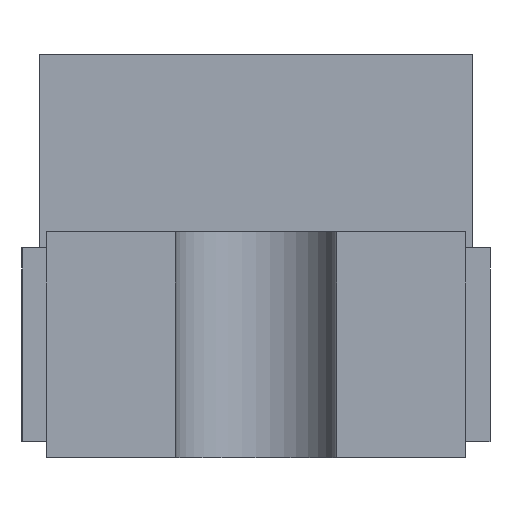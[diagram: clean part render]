
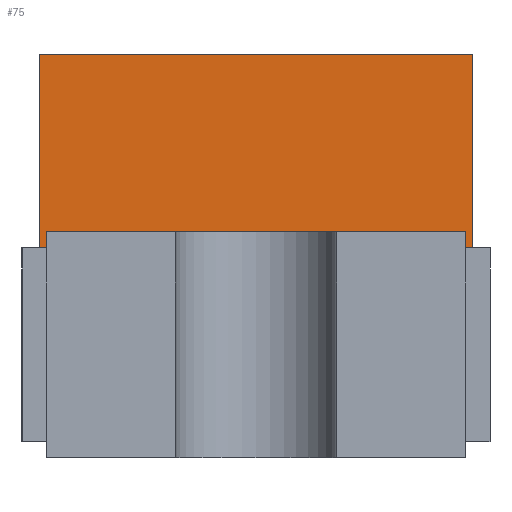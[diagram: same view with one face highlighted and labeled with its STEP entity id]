
A CAD part, front view. The second image highlights one B-rep face of the part: STEP entity #75.
In plain terms, the highlighted planar face has unit normal (0, -1, 0).
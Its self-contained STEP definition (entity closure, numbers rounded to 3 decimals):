
#68 = EDGE_LOOP ( 'NONE', ( #69, #546, #547, #549 ) ) ;
#69 = ORIENTED_EDGE ( 'NONE', *, *, #432, .T. ) ;
#75 = ADVANCED_FACE ( 'NONE', ( #706 ), #705, .F. ) ;
#76 = VERTEX_POINT ( 'NONE', #686 ) ;
#77 = EDGE_CURVE ( 'NONE', #76, #433, #699, .T. ) ;
#208 = DIRECTION ( 'NONE',  ( 1., 0., 0. ) ) ;
#209 = VECTOR ( 'NONE', #208, 1000. ) ;
#210 = CARTESIAN_POINT ( 'NONE',  ( -0.341, -1.19, 0.63 ) ) ;
#211 = LINE ( 'NONE', #210, #209 ) ;
#430 = VERTEX_POINT ( 'NONE', #1241 ) ;
#432 = EDGE_CURVE ( 'NONE', #433, #430, #1240, .T. ) ;
#433 = VERTEX_POINT ( 'NONE', #1236 ) ;
#546 = ORIENTED_EDGE ( 'NONE', *, *, #594, .F. ) ;
#547 = ORIENTED_EDGE ( 'NONE', *, *, #548, .F. ) ;
#548 = EDGE_CURVE ( 'NONE', #76, #589, #211, .T. ) ;
#549 = ORIENTED_EDGE ( 'NONE', *, *, #77, .T. ) ;
#589 = VERTEX_POINT ( 'NONE', #779 ) ;
#594 = EDGE_CURVE ( 'NONE', #589, #430, #774, .T. ) ;
#686 = CARTESIAN_POINT ( 'NONE',  ( -0.341, -1.19, 0.63 ) ) ;
#687 = DIRECTION ( 'NONE',  ( 0., 0., 1. ) ) ;
#688 = DIRECTION ( 'NONE',  ( 0., 1., 0. ) ) ;
#691 = DIRECTION ( 'NONE',  ( 0., 0., -1. ) ) ;
#697 = VECTOR ( 'NONE', #691, 1000. ) ;
#698 = CARTESIAN_POINT ( 'NONE',  ( -0.341, -1.19, 0.63 ) ) ;
#699 = LINE ( 'NONE', #698, #697 ) ;
#705 = PLANE ( 'NONE',  #722 ) ;
#706 = FACE_OUTER_BOUND ( 'NONE', #68, .T. ) ;
#721 = CARTESIAN_POINT ( 'NONE',  ( -0.341, -1.19, 0.63 ) ) ;
#722 = AXIS2_PLACEMENT_3D ( 'NONE', #721, #688, #687 ) ;
#771 = DIRECTION ( 'NONE',  ( 0., 0., -1. ) ) ;
#772 = VECTOR ( 'NONE', #771, 1000. ) ;
#773 = CARTESIAN_POINT ( 'NONE',  ( 0.331, -1.19, 0.63 ) ) ;
#774 = LINE ( 'NONE', #773, #772 ) ;
#779 = CARTESIAN_POINT ( 'NONE',  ( 0.331, -1.19, 0.63 ) ) ;
#1236 = CARTESIAN_POINT ( 'NONE',  ( -0.341, -1.19, 0.33 ) ) ;
#1237 = DIRECTION ( 'NONE',  ( 1., 0., 0. ) ) ;
#1238 = VECTOR ( 'NONE', #1237, 1000. ) ;
#1239 = CARTESIAN_POINT ( 'NONE',  ( -0.341, -1.19, 0.33 ) ) ;
#1240 = LINE ( 'NONE', #1239, #1238 ) ;
#1241 = CARTESIAN_POINT ( 'NONE',  ( 0.331, -1.19, 0.33 ) ) ;
